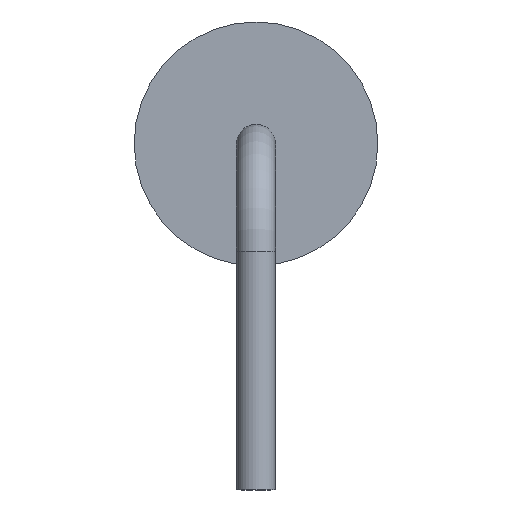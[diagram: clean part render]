
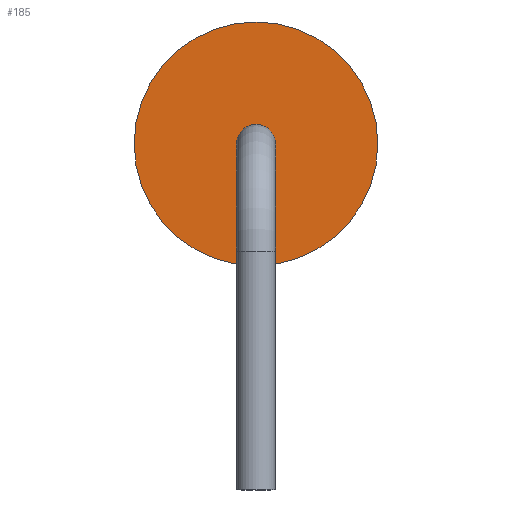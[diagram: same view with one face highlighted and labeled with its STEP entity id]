
A CAD part, left-side view. The second image highlights one B-rep face of the part: STEP entity #185.
In plain terms, the highlighted planar face has unit normal (-1, 0, 0).
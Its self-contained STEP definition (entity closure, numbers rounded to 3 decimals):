
#19=PLANE('',#224);
#26=FACE_OUTER_BOUND('',#39,.T.);
#39=EDGE_LOOP('',(#131,#132));
#62=CIRCLE('',#221,1.25);
#63=CIRCLE('',#222,1.25);
#82=VERTEX_POINT('',#330);
#83=VERTEX_POINT('',#332);
#101=EDGE_CURVE('',#82,#83,#62,.T.);
#102=EDGE_CURVE('',#83,#82,#63,.T.);
#131=ORIENTED_EDGE('',*,*,#102,.F.);
#132=ORIENTED_EDGE('',*,*,#101,.F.);
#185=ADVANCED_FACE('',(#26),#19,.T.);
#221=AXIS2_PLACEMENT_3D('',#333,#260,#261);
#222=AXIS2_PLACEMENT_3D('',#334,#262,#263);
#224=AXIS2_PLACEMENT_3D('',#336,#266,#267);
#260=DIRECTION('center_axis',(1.,0.,0.));
#261=DIRECTION('ref_axis',(0.,0.,-1.));
#262=DIRECTION('center_axis',(1.,0.,0.));
#263=DIRECTION('ref_axis',(0.,0.,-1.));
#266=DIRECTION('center_axis',(-1.,0.,0.));
#267=DIRECTION('ref_axis',(0.,0.,1.));
#330=CARTESIAN_POINT('',(2.53,0.,0.));
#332=CARTESIAN_POINT('',(2.53,0.,2.5));
#333=CARTESIAN_POINT('Origin',(2.53,0.,1.25));
#334=CARTESIAN_POINT('Origin',(2.53,0.,1.25));
#336=CARTESIAN_POINT('Origin',(2.53,0.,2.5));
